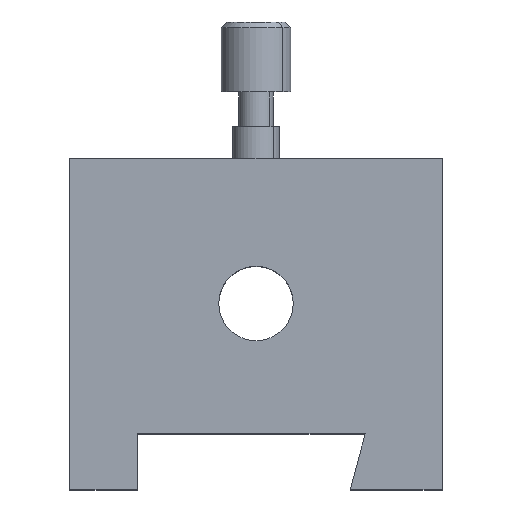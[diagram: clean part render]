
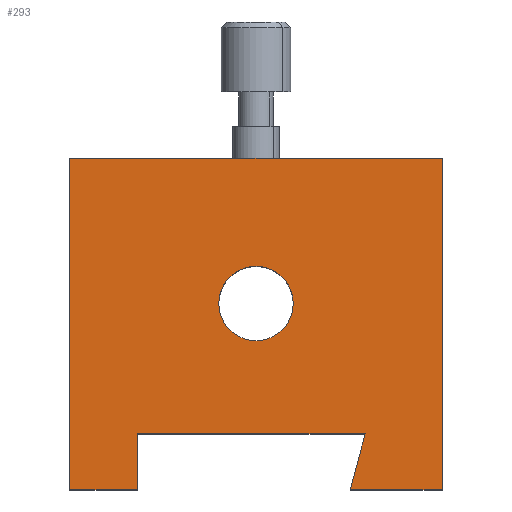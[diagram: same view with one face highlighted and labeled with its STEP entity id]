
A CAD part, top view. The second image highlights one B-rep face of the part: STEP entity #293.
In plain terms, the highlighted planar face has unit normal (0, 0, 1).
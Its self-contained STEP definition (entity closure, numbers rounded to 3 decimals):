
#1 = DIRECTION ( 'NONE',  ( 1., 0., 0. ) ) ;
#2 = EDGE_CURVE ( 'NONE', #275, #644, #75, .T. ) ;
#12 = VECTOR ( 'NONE', #380, 1000. ) ;
#14 = LINE ( 'NONE', #676, #766 ) ;
#15 = CARTESIAN_POINT ( 'NONE',  ( 11.074, 15.537, 39.85 ) ) ;
#24 = DIRECTION ( 'NONE',  ( 1., 0., 0. ) ) ;
#36 = AXIS2_PLACEMENT_3D ( 'NONE', #635, #640, #645 ) ;
#38 = VECTOR ( 'NONE', #1, 1000. ) ;
#40 = EDGE_CURVE ( 'NONE', #340, #791, #14, .T. ) ;
#65 = VERTEX_POINT ( 'NONE', #600 ) ;
#68 = CARTESIAN_POINT ( 'NONE',  ( -8.126, 3.037, 39.85 ) ) ;
#70 = LINE ( 'NONE', #604, #785 ) ;
#75 = LINE ( 'NONE', #209, #262 ) ;
#87 = CARTESIAN_POINT ( 'NONE',  ( -20.926, 15.537, 39.85 ) ) ;
#120 = AXIS2_PLACEMENT_3D ( 'NONE', #733, #459, #190 ) ;
#136 = CIRCLE ( 'NONE', #120, 3.2 ) ;
#158 = CARTESIAN_POINT ( 'NONE',  ( -4.926, 1.287, 39.85 ) ) ;
#162 = EDGE_CURVE ( 'NONE', #186, #275, #349, .T. ) ;
#171 = VERTEX_POINT ( 'NONE', #68 ) ;
#181 = DIRECTION ( 'NONE',  ( -1., 0., 0. ) ) ;
#184 = EDGE_LOOP ( 'NONE', ( #414, #634 ) ) ;
#186 = VERTEX_POINT ( 'NONE', #359 ) ;
#190 = DIRECTION ( 'NONE',  ( 1., 0., 0. ) ) ;
#198 = DIRECTION ( 'NONE',  ( 0., 1., 0. ) ) ;
#209 = CARTESIAN_POINT ( 'NONE',  ( -15.126, -12.963, 39.85 ) ) ;
#220 = DIRECTION ( 'NONE',  ( 1., 0., 0. ) ) ;
#225 = ORIENTED_EDGE ( 'NONE', *, *, #40, .T. ) ;
#235 = ORIENTED_EDGE ( 'NONE', *, *, #867, .T. ) ;
#245 = VERTEX_POINT ( 'NONE', #15 ) ;
#258 = FACE_BOUND ( 'NONE', #184, .T. ) ;
#262 = VECTOR ( 'NONE', #198, 1000. ) ;
#274 = ORIENTED_EDGE ( 'NONE', *, *, #708, .T. ) ;
#275 = VERTEX_POINT ( 'NONE', #773 ) ;
#285 = CARTESIAN_POINT ( 'NONE',  ( -20.926, -12.963, 39.85 ) ) ;
#293 = ADVANCED_FACE ( 'NONE', ( #659, #258 ), #509, .F. ) ;
#309 = CARTESIAN_POINT ( 'NONE',  ( -20.926, 15.537, 39.85 ) ) ;
#312 = VERTEX_POINT ( 'NONE', #837 ) ;
#320 = LINE ( 'NONE', #584, #12 ) ;
#338 = VERTEX_POINT ( 'NONE', #87 ) ;
#340 = VERTEX_POINT ( 'NONE', #781 ) ;
#344 = DIRECTION ( 'NONE',  ( -0.259, -0.966, 0. ) ) ;
#349 = LINE ( 'NONE', #285, #38 ) ;
#359 = CARTESIAN_POINT ( 'NONE',  ( -20.926, -12.963, 39.85 ) ) ;
#380 = DIRECTION ( 'NONE',  ( 0., 1., 0. ) ) ;
#381 = VECTOR ( 'NONE', #181, 1000. ) ;
#414 = ORIENTED_EDGE ( 'NONE', *, *, #547, .F. ) ;
#419 = EDGE_CURVE ( 'NONE', #245, #338, #550, .T. ) ;
#428 = VECTOR ( 'NONE', #24, 1000. ) ;
#459 = DIRECTION ( 'NONE',  ( 0., 0., 1. ) ) ;
#468 = EDGE_CURVE ( 'NONE', #65, #245, #320, .T. ) ;
#473 = AXIS2_PLACEMENT_3D ( 'NONE', #158, #627, #506 ) ;
#478 = DIRECTION ( 'NONE',  ( 0., -1., 0. ) ) ;
#488 = EDGE_LOOP ( 'NONE', ( #235, #746, #792, #821, #724, #674, #274, #225 ) ) ;
#506 = DIRECTION ( 'NONE',  ( -1., 0., 0. ) ) ;
#509 = PLANE ( 'NONE',  #473 ) ;
#547 = EDGE_CURVE ( 'NONE', #171, #312, #136, .T. ) ;
#548 = VECTOR ( 'NONE', #220, 1000. ) ;
#550 = LINE ( 'NONE', #309, #381 ) ;
#555 = CARTESIAN_POINT ( 'NONE',  ( -15.126, -8.163, 39.85 ) ) ;
#573 = LINE ( 'NONE', #555, #548 ) ;
#584 = CARTESIAN_POINT ( 'NONE',  ( 11.074, 15.537, 39.85 ) ) ;
#592 = EDGE_CURVE ( 'NONE', #338, #186, #70, .T. ) ;
#600 = CARTESIAN_POINT ( 'NONE',  ( 11.074, -12.963, 39.85 ) ) ;
#604 = CARTESIAN_POINT ( 'NONE',  ( -20.926, 15.537, 39.85 ) ) ;
#627 = DIRECTION ( 'NONE',  ( 0., 0., -1. ) ) ;
#631 = CARTESIAN_POINT ( 'NONE',  ( 3.174, -12.963, 39.85 ) ) ;
#634 = ORIENTED_EDGE ( 'NONE', *, *, #846, .F. ) ;
#635 = CARTESIAN_POINT ( 'NONE',  ( -4.926, 3.037, 39.85 ) ) ;
#640 = DIRECTION ( 'NONE',  ( 0., 0., 1. ) ) ;
#644 = VERTEX_POINT ( 'NONE', #691 ) ;
#645 = DIRECTION ( 'NONE',  ( 1., 0., 0. ) ) ;
#659 = FACE_OUTER_BOUND ( 'NONE', #488, .T. ) ;
#674 = ORIENTED_EDGE ( 'NONE', *, *, #2, .T. ) ;
#675 = CIRCLE ( 'NONE', #36, 3.2 ) ;
#676 = CARTESIAN_POINT ( 'NONE',  ( 4.461, -8.163, 39.85 ) ) ;
#691 = CARTESIAN_POINT ( 'NONE',  ( -15.126, -8.163, 39.85 ) ) ;
#708 = EDGE_CURVE ( 'NONE', #644, #340, #573, .T. ) ;
#724 = ORIENTED_EDGE ( 'NONE', *, *, #162, .T. ) ;
#733 = CARTESIAN_POINT ( 'NONE',  ( -4.926, 3.037, 39.85 ) ) ;
#746 = ORIENTED_EDGE ( 'NONE', *, *, #468, .T. ) ;
#766 = VECTOR ( 'NONE', #344, 1000. ) ;
#773 = CARTESIAN_POINT ( 'NONE',  ( -15.126, -12.963, 39.85 ) ) ;
#781 = CARTESIAN_POINT ( 'NONE',  ( 4.461, -8.163, 39.85 ) ) ;
#785 = VECTOR ( 'NONE', #478, 1000. ) ;
#791 = VERTEX_POINT ( 'NONE', #631 ) ;
#792 = ORIENTED_EDGE ( 'NONE', *, *, #419, .T. ) ;
#821 = ORIENTED_EDGE ( 'NONE', *, *, #592, .T. ) ;
#837 = CARTESIAN_POINT ( 'NONE',  ( -1.726, 3.037, 39.85 ) ) ;
#842 = LINE ( 'NONE', #845, #428 ) ;
#845 = CARTESIAN_POINT ( 'NONE',  ( 3.174, -12.963, 39.85 ) ) ;
#846 = EDGE_CURVE ( 'NONE', #312, #171, #675, .T. ) ;
#867 = EDGE_CURVE ( 'NONE', #791, #65, #842, .T. ) ;
